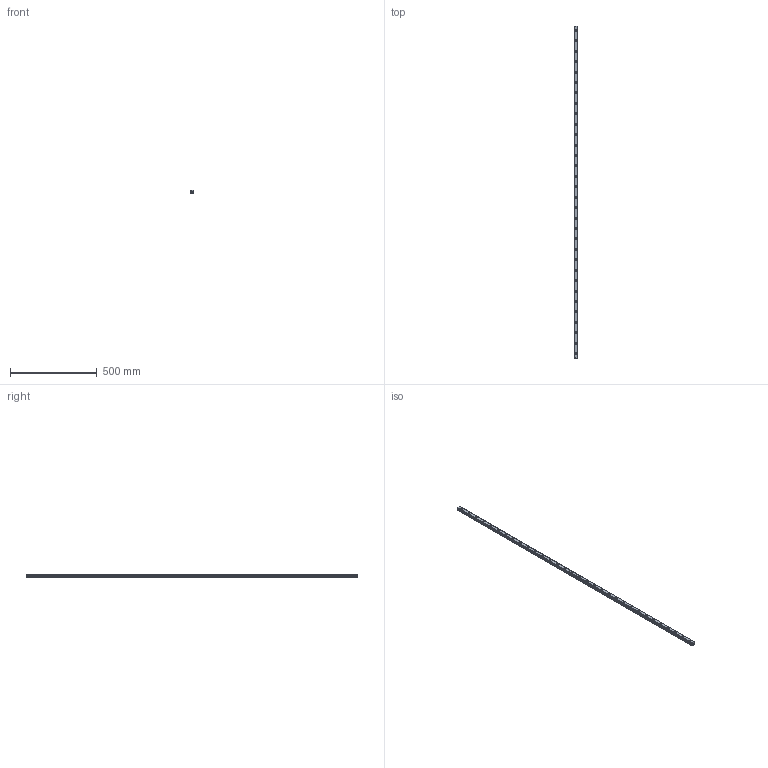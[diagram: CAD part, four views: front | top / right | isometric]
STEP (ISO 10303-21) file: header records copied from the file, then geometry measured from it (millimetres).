
FILE_DESCRIPTION(('STEP AP214'),'1');
FILE_NAME('cctmp_B2100AC4-94BB-413E-969B-7F0FC79FFA4C_2021_02_09_16_35_56_0534..stp','2021-02-09T15:35:56',('HIWIN GmbH'),('CADClick - www.CADClick.com'),'Spatial InterOp 3D',' ','unknown authorization');
FILE_SCHEMA(('AUTOMOTIVE_DESIGN'));
Length unit declared in the file: millimetre
Products named in the file (1): EGR25R1910C_FILE
Bounding box: 23 x 1910 x 18 mm (x, y, z)
Volume: 656741 mm3; surface area: 177838.4 mm2
Topology: 1 solids, 1 shells, 489 faces, 1257 edges, 838 vertices
Faces by surface type: plane 277, cylinder 212
Entity records: 19147 total; most frequent: DIRECTION 2917, CARTESIAN_POINT 2585, ORIENTED_EDGE 2514, EDGE_CURVE 1257, AXIS2_PLACEMENT_3D 1170, VERTEX_POINT 838, LINE 577, VECTOR 577
